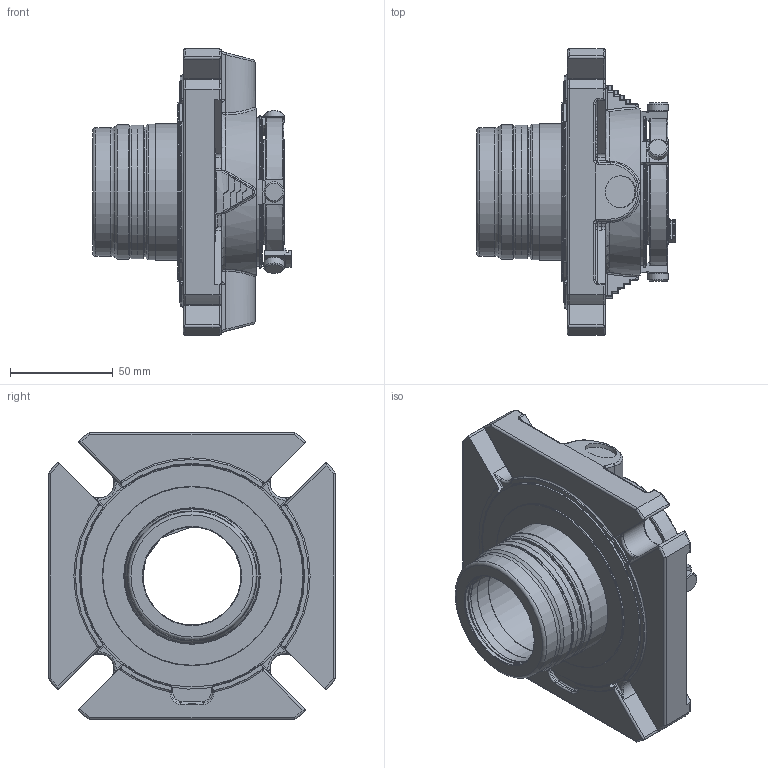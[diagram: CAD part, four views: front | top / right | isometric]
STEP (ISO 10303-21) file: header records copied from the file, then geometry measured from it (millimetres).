
FILE_DESCRIPTION(/* description */ ('Unknown'),/* implementation_level */ '2;1');
FILE_NAME(/* name */ '1.875-DMSF-LARGE-BOX-BORE-SEAL-ARRANGEMENT',/* time_stamp */ '2023-06-06T10:23:41+01:00',/* author */ ('Unknown'),/* organization */ ('Unknown'),/* preprocessor_version */ 'ST-DEVELOPER v18.102',/* originating_system */ 'Solid Edge',/* authorisation */ 'Unknown');
FILE_SCHEMA (('AUTOMOTIVE_DESIGN {1 0 10303 214 3 1 1}'));
Length unit declared in the file: millimetre
Products named in the file (1): 1.875-DMSF-LARGE-BOX-BORE-SEAL-ARRANGEMENT
Bounding box: 96.53 x 139.19 x 139.19 mm (x, y, z)
Volume: 453221.7 mm3; surface area: 96719.3 mm2
Topology: 1 solids, 1 shells, 1015 faces, 2781 edges, 1793 vertices
Faces by surface type: plane 351, cylinder 344, bspline 162, torus 113, cone 45
Full cylindrical faces by diameter (mm): 5.994 x4, 6.45 x2, 9.88 x4, 15.5 x2, 47.625 x2, 47.679 x4, 47.933 x1, 50.216 x2, 50.724 x1, 62.396 x1, 63.056 x1, 64.071 x1, 65.035 x2, 65.137 x1, 65.822 x1, 66.329 x1, 72.444 x1, 72.517 x2, 74.041 x1, 87.213 x1, 88.811 x1, 104.899 x1, 107.842 x1, 107.892 x1, 108.248 x1, 108.61 x1
Entity records: 41136 total; most frequent: CARTESIAN_POINT 9711, ORIENTED_EDGE 5310, DIRECTION 4650, EDGE_CURVE 2655, VERTEX_POINT 1761, AXIS2_PLACEMENT_3D 1707, LINE 1236, VECTOR 1236
